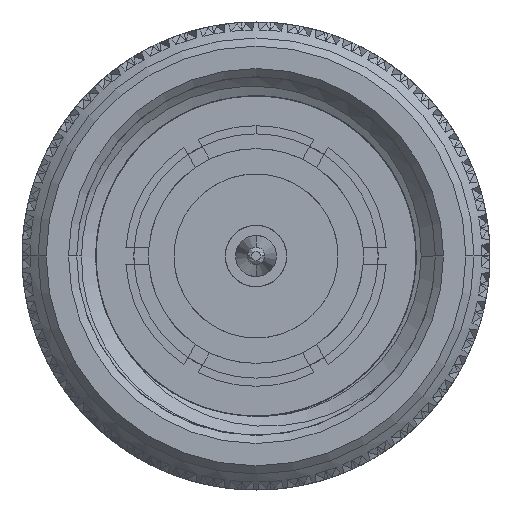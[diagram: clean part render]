
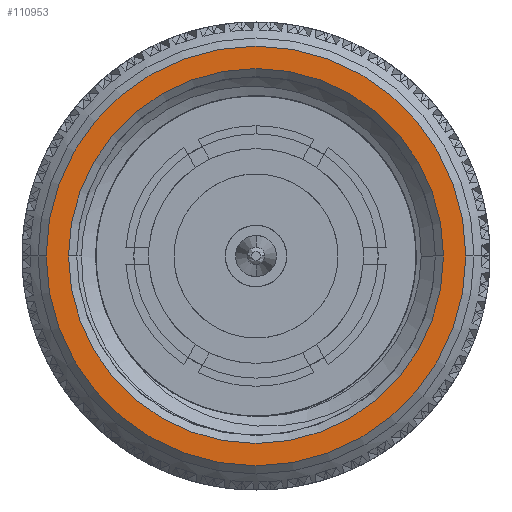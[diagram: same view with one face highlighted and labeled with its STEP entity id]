
A CAD part, left-side view. The second image highlights one B-rep face of the part: STEP entity #110953.
In plain terms, the highlighted planar face has unit normal (-1, 0, 0).
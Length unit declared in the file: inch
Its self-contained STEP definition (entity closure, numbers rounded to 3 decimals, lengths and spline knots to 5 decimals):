
#528 = DIRECTION ( 'NONE',  ( 1., 0., 0. ) ) ;
#3143 = AXIS2_PLACEMENT_3D ( 'NONE', #68214, #79328, #108092 ) ;
#7328 = CIRCLE ( 'NONE', #3143, 0.22875 ) ;
#7656 = DIRECTION ( 'NONE',  ( 1., 0., 0. ) ) ;
#15680 = ORIENTED_EDGE ( 'NONE', *, *, #120334, .T. ) ;
#17779 = CIRCLE ( 'NONE', #101283, 0.22875 ) ;
#19517 = CARTESIAN_POINT ( 'NONE',  ( 0., 0.27, 0. ) ) ;
#19657 = VERTEX_POINT ( 'NONE', #62258 ) ;
#20938 = AXIS2_PLACEMENT_3D ( 'NONE', #60591, #58661, #88033 ) ;
#25901 = DIRECTION ( 'NONE',  ( -1., 0., 0. ) ) ;
#32109 = AXIS2_PLACEMENT_3D ( 'NONE', #19517, #528, #128600 ) ;
#34878 = AXIS2_PLACEMENT_3D ( 'NONE', #35062, #25901, #85972 ) ;
#35062 = CARTESIAN_POINT ( 'NONE',  ( 0., 0., 0. ) ) ;
#35182 = EDGE_LOOP ( 'NONE', ( #102370, #111374 ) ) ;
#38491 = PLANE ( 'NONE',  #32109 ) ;
#38741 = CARTESIAN_POINT ( 'NONE',  ( 0., -0.256, 0. ) ) ;
#39000 = VERTEX_POINT ( 'NONE', #47423 ) ;
#41601 = EDGE_CURVE ( 'NONE', #63163, #113124, #77239, .T. ) ;
#47423 = CARTESIAN_POINT ( 'NONE',  ( 0., 0.22875, 0. ) ) ;
#50865 = FACE_BOUND ( 'NONE', #110510, .T. ) ;
#55770 = CIRCLE ( 'NONE', #34878, 0.256 ) ;
#58661 = DIRECTION ( 'NONE',  ( -1., 0., 0. ) ) ;
#60591 = CARTESIAN_POINT ( 'NONE',  ( 0., 0., 0. ) ) ;
#62059 = ORIENTED_EDGE ( 'NONE', *, *, #129148, .T. ) ;
#62258 = CARTESIAN_POINT ( 'NONE',  ( 0., -0.22875, 0. ) ) ;
#63163 = VERTEX_POINT ( 'NONE', #109798 ) ;
#68214 = CARTESIAN_POINT ( 'NONE',  ( 0., 0., 0. ) ) ;
#76968 = EDGE_CURVE ( 'NONE', #113124, #63163, #55770, .T. ) ;
#77239 = CIRCLE ( 'NONE', #20938, 0.256 ) ;
#79328 = DIRECTION ( 'NONE',  ( 1., 0., 0. ) ) ;
#85972 = DIRECTION ( 'NONE',  ( 0., 1., 0. ) ) ;
#88033 = DIRECTION ( 'NONE',  ( 0., 1., 0. ) ) ;
#88083 = FACE_OUTER_BOUND ( 'NONE', #35182, .T. ) ;
#96526 = CARTESIAN_POINT ( 'NONE',  ( 0., 0., 0. ) ) ;
#101283 = AXIS2_PLACEMENT_3D ( 'NONE', #96526, #7656, #106320 ) ;
#102370 = ORIENTED_EDGE ( 'NONE', *, *, #41601, .T. ) ;
#106320 = DIRECTION ( 'NONE',  ( 0., 1., 0. ) ) ;
#108092 = DIRECTION ( 'NONE',  ( 0., 1., 0. ) ) ;
#109798 = CARTESIAN_POINT ( 'NONE',  ( 0., 0.256, 0. ) ) ;
#110510 = EDGE_LOOP ( 'NONE', ( #15680, #62059 ) ) ;
#110953 = ADVANCED_FACE ( 'NONE', ( #50865, #88083 ), #38491, .F. ) ;
#111374 = ORIENTED_EDGE ( 'NONE', *, *, #76968, .T. ) ;
#113124 = VERTEX_POINT ( 'NONE', #38741 ) ;
#120334 = EDGE_CURVE ( 'NONE', #19657, #39000, #17779, .T. ) ;
#128600 = DIRECTION ( 'NONE',  ( 0., 1., 0. ) ) ;
#129148 = EDGE_CURVE ( 'NONE', #39000, #19657, #7328, .T. ) ;
